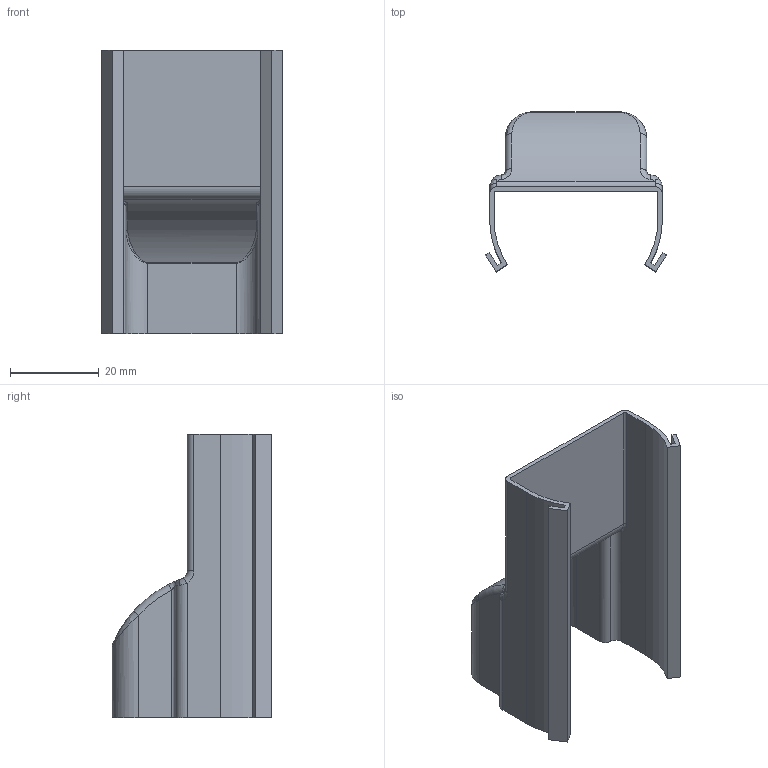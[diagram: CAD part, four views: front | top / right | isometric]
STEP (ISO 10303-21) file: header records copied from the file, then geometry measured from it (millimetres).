
FILE_DESCRIPTION(('STEP AP203'),'1');
FILE_NAME('endcov32.stp','2024-09-24T14:59:15',('TraceParts'),('TraceParts S.A.'),'Spatial InterOp 3D',' ',' ');
FILE_SCHEMA(('CONFIG_CONTROL_DESIGN'));
Length unit declared in the file: millimetre
Products named in the file (1): 1
Bounding box: 40.96 x 36.15 x 64 mm (x, y, z)
Volume: 6340.6 mm3; surface area: 13005.3 mm2
Topology: 1 solids, 1 shells, 74 faces, 188 edges, 116 vertices
Faces by surface type: cylinder 26, plane 24, bspline 16, torus 8
Entity records: 3066 total; most frequent: CARTESIAN_POINT 1313, ORIENTED_EDGE 376, DIRECTION 342, EDGE_CURVE 188, AXIS2_PLACEMENT_3D 127, VERTEX_POINT 116, LINE 88, VECTOR 88
